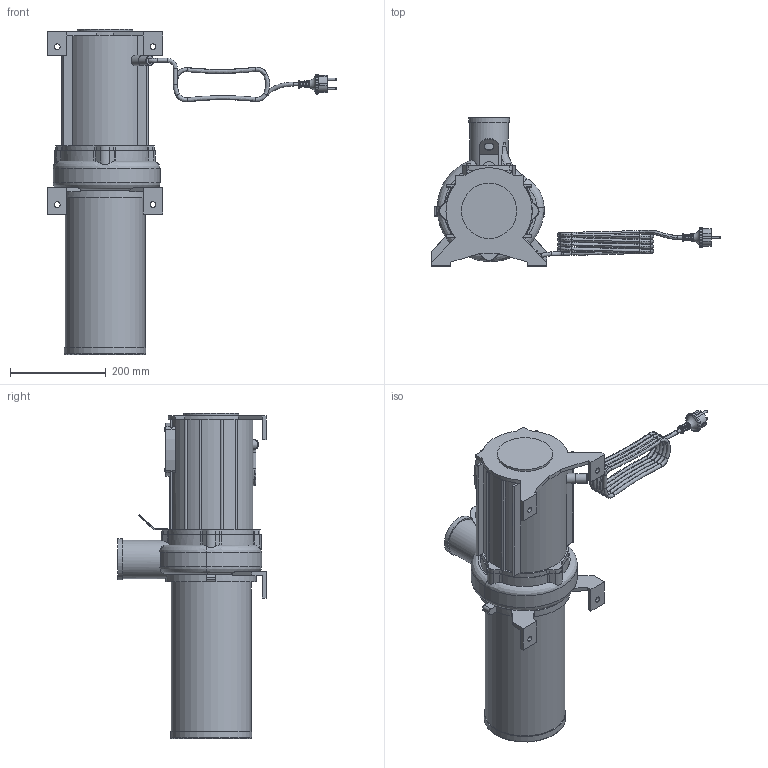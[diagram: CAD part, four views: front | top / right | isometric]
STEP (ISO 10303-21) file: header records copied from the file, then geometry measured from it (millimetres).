
FILE_DESCRIPTION(/* description */ (''),/* implementation_level */ '2;1');
FILE_NAME(/* name */ '55732 USP 662 W.stp',/* time_stamp */ '2015-05-21T08:27:17+02:00',/* author */ ('guzb562'),/* organization */ (''),/* preprocessor_version */ 'ST-DEVELOPER v15.6',/* originating_system */ 'Autodesk Inventor 2015',/* authorisation */ '');
FILE_SCHEMA (('AUTOMOTIVE_DESIGN { 1 0 10303 214 3 1 1 }'));
Length unit declared in the file: millimetre
Products named in the file (5): USP662 W; Filter für USP662 W; kabel_1; stecker_schuko; 55732 USP 662 W
Assembly tree (4 placements, depth 2):
  55732 USP 662 W
    USP662 W
    Filter für USP662 W
    kabel_1
    stecker_schuko
Bounding box: 603.16 x 310 x 679 mm (x, y, z)
Volume: 9659990.7 mm3; surface area: 961512.5 mm2
Topology: 4 solids, 5 shells, 704 faces, 1837 edges, 1194 vertices
Faces by surface type: plane 382, bspline 166, cylinder 145, torus 7, cone 4
Full cylindrical faces by diameter (mm): 5 x3, 7 x1, 7.566 x4, 10.456 x1, 12 x4, 17 x1, 19.895 x1, 20 x1, 21.522 x1, 41.5 x1, 76.1 x1, 80 x1, 85.59 x1, 88.9 x1, 103.255 x1, 115.527 x1, 165 x1, 167 x1, 170 x1
Entity records: 39105 total; most frequent: CARTESIAN_POINT 22190, ORIENTED_EDGE 3564, DIRECTION 3014, EDGE_CURVE 1782, VERTEX_POINT 1180, AXIS2_PLACEMENT_3D 1031, LINE 952, VECTOR 952
